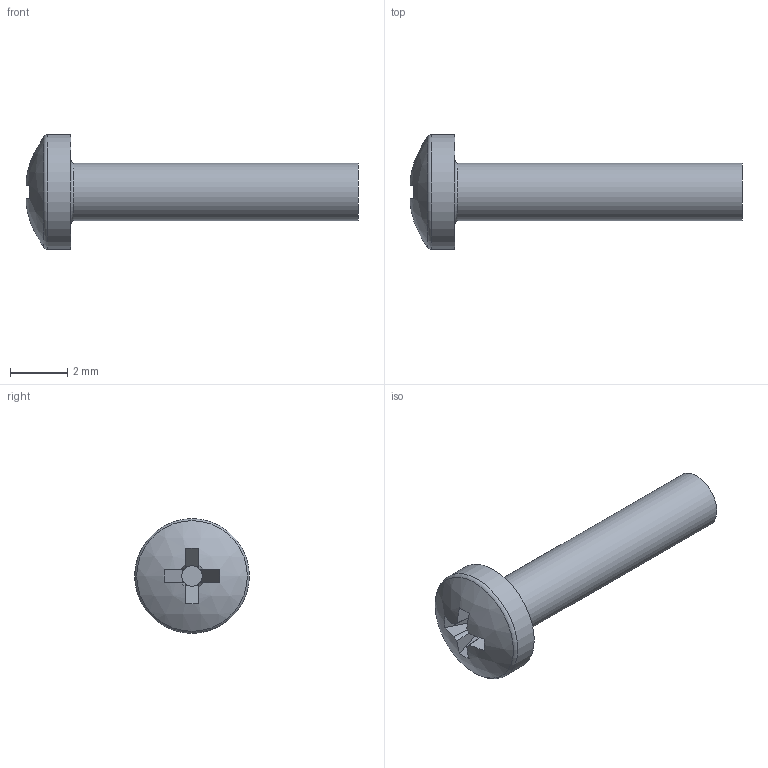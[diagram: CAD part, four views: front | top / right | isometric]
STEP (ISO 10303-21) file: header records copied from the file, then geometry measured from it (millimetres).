
FILE_DESCRIPTION(/* description */ (''),/* implementation_level */ '2;1');
FILE_NAME(/* name */ 'pan head cross recess screw_iso_ISO 7045 - M2 x 10 - Z - 10N.step',/* time_stamp */ '2025-12-07T16:11:33+01:00',/* author */ (''),/* organization */ (''),/* preprocessor_version */ 'ST-DEVELOPER v20.1',/* originating_system */ 'Autodesk Translation Framework v14.21.0.0',/* authorisation */ '');
FILE_SCHEMA (('AUTOMOTIVE_DESIGN { 1 0 10303 214 3 1 1 }'));
Length unit declared in the file: millimetre
Products named in the file (1): pan head cross recess screw_iso_ISO 7045 - M2 x 10 - Z - 10N
Bounding box: 11.57 x 4 x 4 mm (x, y, z)
Volume: 45.8 mm3; surface area: 106.2 mm2
Topology: 1 solids, 1 shells, 36 faces, 81 edges, 48 vertices
Faces by surface type: plane 22, cone 9, torus 2, cylinder 2, sphere 1
Full cylindrical faces by diameter (mm): 2 x1, 4 x1
Entity records: 1033 total; most frequent: DIRECTION 191, CARTESIAN_POINT 181, ORIENTED_EDGE 160, AXIS2_PLACEMENT_3D 82, EDGE_CURVE 80, VERTEX_POINT 48, CIRCLE 41, EDGE_LOOP 38
